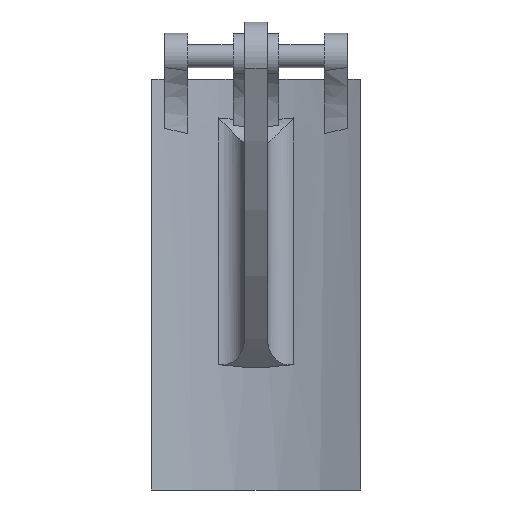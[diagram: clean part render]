
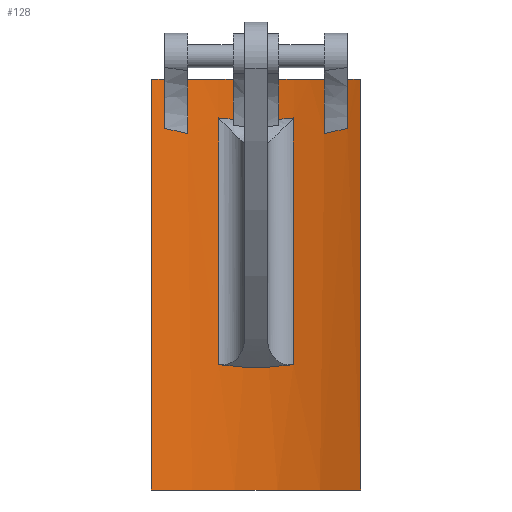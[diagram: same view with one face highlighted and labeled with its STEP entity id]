
A CAD part, front view. The second image highlights one B-rep face of the part: STEP entity #128.
In plain terms, the highlighted cylindrical face has radius 76.2 mm (diameter 152.4 mm), a partial arc.
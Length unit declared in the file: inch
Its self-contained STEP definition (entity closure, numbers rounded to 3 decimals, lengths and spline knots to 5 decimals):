
#128=ADVANCED_FACE('',(#173),#157,.F.);
#157=CYLINDRICAL_SURFACE('',#701,3.);
#173=FACE_OUTER_BOUND('',#196,.T.);
#196=EDGE_LOOP('',(#318,#319,#320,#321,#322,#323,#324,#325,#326,#327,#328,
#329,#330,#331,#332,#333,#334,#335,#336,#337));
#237=B_SPLINE_CURVE_WITH_KNOTS('',3,(#965,#966,#967,#968),.UNSPECIFIED.,
 .F.,.F.,(4,4),(0.,1.),.UNSPECIFIED.);
#238=B_SPLINE_CURVE_WITH_KNOTS('',3,(#972,#973,#974,#975,#976,#977,#978,
#979,#980,#981),.UNSPECIFIED.,.F.,.F.,(4,3,3,4),(0.,0.34821,0.65179,
1.),.UNSPECIFIED.);
#239=B_SPLINE_CURVE_WITH_KNOTS('',3,(#985,#986,#987,#988),.UNSPECIFIED.,
 .F.,.F.,(4,4),(0.,1.),.UNSPECIFIED.);
#240=B_SPLINE_CURVE_WITH_KNOTS('',3,(#993,#994,#995,#996),.UNSPECIFIED.,
 .F.,.F.,(4,4),(0.,1.),.UNSPECIFIED.);
#241=B_SPLINE_CURVE_WITH_KNOTS('',3,(#1006,#1007,#1008,#1009),
 .UNSPECIFIED.,.F.,.F.,(4,4),(0.,1.),.UNSPECIFIED.);
#266=CIRCLE('',#693,3.);
#267=CIRCLE('',#695,3.);
#268=CIRCLE('',#697,3.);
#269=CIRCLE('',#699,3.);
#270=CIRCLE('',#700,3.);
#318=ORIENTED_EDGE('',*,*,#552,.T.);
#319=ORIENTED_EDGE('',*,*,#553,.T.);
#320=ORIENTED_EDGE('',*,*,#554,.T.);
#321=ORIENTED_EDGE('',*,*,#555,.T.);
#322=ORIENTED_EDGE('',*,*,#556,.T.);
#323=ORIENTED_EDGE('',*,*,#557,.T.);
#324=ORIENTED_EDGE('',*,*,#558,.T.);
#325=ORIENTED_EDGE('',*,*,#544,.T.);
#326=ORIENTED_EDGE('',*,*,#559,.T.);
#327=ORIENTED_EDGE('',*,*,#560,.T.);
#328=ORIENTED_EDGE('',*,*,#561,.T.);
#329=ORIENTED_EDGE('',*,*,#547,.T.);
#330=ORIENTED_EDGE('',*,*,#562,.T.);
#331=ORIENTED_EDGE('',*,*,#563,.F.);
#332=ORIENTED_EDGE('',*,*,#564,.F.);
#333=ORIENTED_EDGE('',*,*,#549,.T.);
#334=ORIENTED_EDGE('',*,*,#565,.T.);
#335=ORIENTED_EDGE('',*,*,#566,.T.);
#336=ORIENTED_EDGE('',*,*,#567,.T.);
#337=ORIENTED_EDGE('',*,*,#568,.T.);
#482=VERTEX_POINT('',#945);
#483=VERTEX_POINT('',#947);
#484=VERTEX_POINT('',#951);
#485=VERTEX_POINT('',#953);
#486=VERTEX_POINT('',#957);
#487=VERTEX_POINT('',#958);
#488=VERTEX_POINT('',#963);
#489=VERTEX_POINT('',#964);
#490=VERTEX_POINT('',#969);
#491=VERTEX_POINT('',#971);
#492=VERTEX_POINT('',#982);
#493=VERTEX_POINT('',#984);
#494=VERTEX_POINT('',#989);
#495=VERTEX_POINT('',#992);
#496=VERTEX_POINT('',#997);
#497=VERTEX_POINT('',#1000);
#498=VERTEX_POINT('',#1002);
#499=VERTEX_POINT('',#1005);
#500=VERTEX_POINT('',#1010);
#501=VERTEX_POINT('',#1012);
#544=EDGE_CURVE('',#483,#482,#266,.T.);
#547=EDGE_CURVE('',#485,#484,#267,.T.);
#549=EDGE_CURVE('',#486,#487,#268,.T.);
#552=EDGE_CURVE('',#488,#489,#628,.T.);
#553=EDGE_CURVE('',#489,#490,#237,.T.);
#554=EDGE_CURVE('',#490,#491,#629,.T.);
#555=EDGE_CURVE('',#491,#492,#238,.T.);
#556=EDGE_CURVE('',#492,#493,#630,.T.);
#557=EDGE_CURVE('',#493,#494,#239,.T.);
#558=EDGE_CURVE('',#494,#483,#631,.T.);
#559=EDGE_CURVE('',#482,#495,#632,.T.);
#560=EDGE_CURVE('',#495,#496,#240,.T.);
#561=EDGE_CURVE('',#496,#485,#633,.T.);
#562=EDGE_CURVE('',#484,#497,#634,.T.);
#563=EDGE_CURVE('',#498,#497,#269,.T.);
#564=EDGE_CURVE('',#486,#498,#635,.T.);
#565=EDGE_CURVE('',#487,#499,#636,.T.);
#566=EDGE_CURVE('',#499,#500,#241,.T.);
#567=EDGE_CURVE('',#500,#501,#637,.T.);
#568=EDGE_CURVE('',#501,#488,#270,.T.);
#628=LINE('',#962,#660);
#629=LINE('',#970,#661);
#630=LINE('',#983,#662);
#631=LINE('',#990,#663);
#632=LINE('',#991,#664);
#633=LINE('',#998,#665);
#634=LINE('',#999,#666);
#635=LINE('',#1003,#667);
#636=LINE('',#1004,#668);
#637=LINE('',#1011,#669);
#660=VECTOR('',#783,1.);
#661=VECTOR('',#784,1.);
#662=VECTOR('',#785,1.);
#663=VECTOR('',#786,1.);
#664=VECTOR('',#787,1.);
#665=VECTOR('',#788,1.);
#666=VECTOR('',#789,1.);
#667=VECTOR('',#792,1.);
#668=VECTOR('',#793,1.);
#669=VECTOR('',#794,1.);
#693=AXIS2_PLACEMENT_3D('',#946,#766,#767);
#695=AXIS2_PLACEMENT_3D('',#952,#772,#773);
#697=AXIS2_PLACEMENT_3D('',#956,#777,#778);
#699=AXIS2_PLACEMENT_3D('',#1001,#790,#791);
#700=AXIS2_PLACEMENT_3D('',#1013,#795,#796);
#701=AXIS2_PLACEMENT_3D('',#1014,#797,#798);
#766=DIRECTION('',(0.,0.,1.));
#767=DIRECTION('',(1.,0.,0.));
#772=DIRECTION('',(0.,0.,1.));
#773=DIRECTION('',(1.,0.,0.));
#777=DIRECTION('',(0.,0.,1.));
#778=DIRECTION('',(1.,0.,0.));
#783=DIRECTION('',(0.,0.,-1.));
#784=DIRECTION('',(0.,0.,-1.));
#785=DIRECTION('',(0.,0.,1.));
#786=DIRECTION('',(0.,0.,1.));
#787=DIRECTION('',(0.,0.,-1.));
#788=DIRECTION('',(0.,0.,1.));
#789=DIRECTION('',(0.,0.,-1.));
#790=DIRECTION('',(0.,0.,1.));
#791=DIRECTION('',(1.,0.,0.));
#792=DIRECTION('',(0.,0.,-1.));
#793=DIRECTION('',(0.,0.,-1.));
#794=DIRECTION('',(0.,0.,1.));
#795=DIRECTION('',(0.,0.,1.));
#796=DIRECTION('',(1.,0.,0.));
#797=DIRECTION('',(0.,0.,-1.));
#798=DIRECTION('',(-1.,0.,0.));
#945=CARTESIAN_POINT('',(-0.75,2.90474,4.5));
#946=CARTESIAN_POINT('',(0.,0.,4.5));
#947=CARTESIAN_POINT('',(-0.25,2.98957,4.5));
#951=CARTESIAN_POINT('',(-1.14805,2.77164,4.5));
#952=CARTESIAN_POINT('',(0.,0.,4.5));
#953=CARTESIAN_POINT('',(-1.,2.82843,4.5));
#956=CARTESIAN_POINT('',(0.,0.,4.5));
#957=CARTESIAN_POINT('',(1.14805,2.77164,4.5));
#958=CARTESIAN_POINT('',(1.,2.82843,4.5));
#962=CARTESIAN_POINT('',(0.25,2.98957,4.5));
#963=CARTESIAN_POINT('',(0.25,2.98957,4.5));
#964=CARTESIAN_POINT('',(0.25,2.98957,4.05856));
#965=CARTESIAN_POINT('',(0.25,2.98957,4.05856));
#966=CARTESIAN_POINT('',(0.30327,2.98511,4.06245));
#967=CARTESIAN_POINT('',(0.35637,2.97923,4.0676));
#968=CARTESIAN_POINT('',(0.40909,2.97198,4.07399));
#969=CARTESIAN_POINT('',(0.40909,2.97198,4.07399));
#970=CARTESIAN_POINT('',(0.40909,2.97198,4.5));
#971=CARTESIAN_POINT('',(0.40909,2.97198,1.37283));
#972=CARTESIAN_POINT('',(0.40909,2.97198,1.37283));
#973=CARTESIAN_POINT('',(0.31551,2.98486,1.3586));
#974=CARTESIAN_POINT('',(0.22035,2.99342,1.34922));
#975=CARTESIAN_POINT('',(0.125,2.99739,1.34486));
#976=CARTESIAN_POINT('',(0.04183,3.00086,1.34105));
#977=CARTESIAN_POINT('',(-0.04183,3.00086,1.34105));
#978=CARTESIAN_POINT('',(-0.125,2.99739,1.34486));
#979=CARTESIAN_POINT('',(-0.22035,2.99342,1.34922));
#980=CARTESIAN_POINT('',(-0.31551,2.98486,1.3586));
#981=CARTESIAN_POINT('',(-0.40909,2.97198,1.37283));
#982=CARTESIAN_POINT('',(-0.40909,2.97198,1.37283));
#983=CARTESIAN_POINT('',(-0.40909,2.97198,4.5));
#984=CARTESIAN_POINT('',(-0.40909,2.97198,4.07399));
#985=CARTESIAN_POINT('',(-0.40909,2.97198,4.07399));
#986=CARTESIAN_POINT('',(-0.35637,2.97923,4.0676));
#987=CARTESIAN_POINT('',(-0.30327,2.98511,4.06245));
#988=CARTESIAN_POINT('',(-0.25,2.98957,4.05856));
#989=CARTESIAN_POINT('',(-0.25,2.98957,4.05856));
#990=CARTESIAN_POINT('',(-0.25,2.98957,3.8486));
#991=CARTESIAN_POINT('',(-0.75,2.90474,4.5));
#992=CARTESIAN_POINT('',(-0.75,2.90474,3.90304));
#993=CARTESIAN_POINT('',(-0.75,2.90474,3.90304));
#994=CARTESIAN_POINT('',(-0.83502,2.88279,3.9181));
#995=CARTESIAN_POINT('',(-0.9187,2.85717,3.93643));
#996=CARTESIAN_POINT('',(-1.,2.82843,3.95882));
#997=CARTESIAN_POINT('',(-1.,2.82843,3.95882));
#998=CARTESIAN_POINT('',(-1.,2.82843,4.5));
#999=CARTESIAN_POINT('',(-1.14805,2.77164,4.5));
#1000=CARTESIAN_POINT('',(-1.14805,2.77164,0.));
#1001=CARTESIAN_POINT('',(0.,0.,0.));
#1002=CARTESIAN_POINT('',(1.14805,2.77164,0.));
#1003=CARTESIAN_POINT('',(1.14805,2.77164,4.5));
#1004=CARTESIAN_POINT('',(1.,2.82843,4.5));
#1005=CARTESIAN_POINT('',(1.,2.82843,3.95882));
#1006=CARTESIAN_POINT('',(1.,2.82843,3.95882));
#1007=CARTESIAN_POINT('',(0.9187,2.85717,3.93643));
#1008=CARTESIAN_POINT('',(0.83502,2.88279,3.9181));
#1009=CARTESIAN_POINT('',(0.75,2.90474,3.90304));
#1010=CARTESIAN_POINT('',(0.75,2.90474,3.90304));
#1011=CARTESIAN_POINT('',(0.75,2.90474,4.5));
#1012=CARTESIAN_POINT('',(0.75,2.90474,4.5));
#1013=CARTESIAN_POINT('',(0.,0.,4.5));
#1014=CARTESIAN_POINT('',(0.,0.,4.5));
